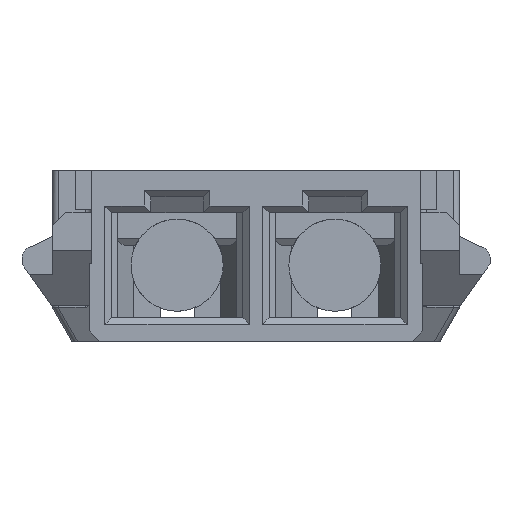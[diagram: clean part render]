
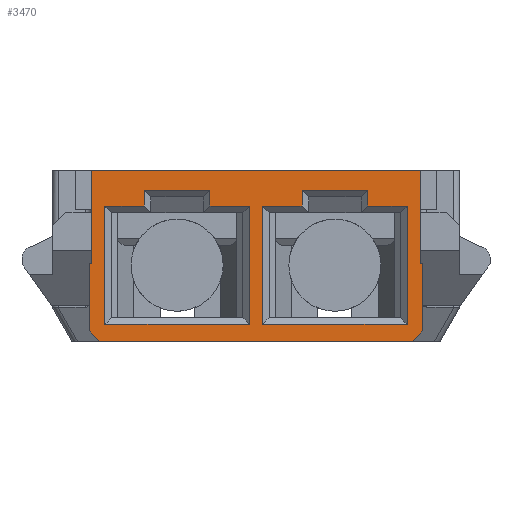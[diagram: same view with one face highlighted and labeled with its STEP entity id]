
A CAD part, front view. The second image highlights one B-rep face of the part: STEP entity #3470.
In plain terms, the highlighted planar face has unit normal (0, -1, 0).
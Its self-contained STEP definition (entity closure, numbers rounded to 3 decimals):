
#15=FACE_BOUND('',#1212,.T.);
#16=FACE_BOUND('',#1213,.T.);
#112=LINE('',#4942,#581);
#142=LINE('',#5002,#611);
#154=LINE('',#5029,#623);
#232=LINE('',#5211,#701);
#233=LINE('',#5214,#702);
#234=LINE('',#5216,#703);
#235=LINE('',#5217,#704);
#236=LINE('',#5219,#705);
#237=LINE('',#5221,#706);
#238=LINE('',#5222,#707);
#239=LINE('',#5225,#708);
#240=LINE('',#5227,#709);
#241=LINE('',#5229,#710);
#242=LINE('',#5231,#711);
#243=LINE('',#5233,#712);
#244=LINE('',#5235,#713);
#245=LINE('',#5237,#714);
#246=LINE('',#5238,#715);
#247=LINE('',#5241,#716);
#248=LINE('',#5243,#717);
#249=LINE('',#5245,#718);
#250=LINE('',#5247,#719);
#251=LINE('',#5249,#720);
#252=LINE('',#5251,#721);
#253=LINE('',#5253,#722);
#254=LINE('',#5254,#723);
#581=VECTOR('',#3992,0.71);
#611=VECTOR('',#4026,0.71);
#623=VECTOR('',#4048,2.38);
#701=VECTOR('',#4182,2.5);
#702=VECTOR('',#4185,0.113);
#703=VECTOR('',#4186,0.51);
#704=VECTOR('',#4187,0.02);
#705=VECTOR('',#4188,0.02);
#706=VECTOR('',#4189,0.51);
#707=VECTOR('',#4190,0.113);
#708=VECTOR('',#4191,0.3);
#709=VECTOR('',#4192,0.9);
#710=VECTOR('',#4193,1.1);
#711=VECTOR('',#4194,0.9);
#712=VECTOR('',#4195,0.3);
#713=VECTOR('',#4196,0.12);
#714=VECTOR('',#4197,0.5);
#715=VECTOR('',#4198,0.12);
#716=VECTOR('',#4199,0.3);
#717=VECTOR('',#4200,0.9);
#718=VECTOR('',#4201,1.1);
#719=VECTOR('',#4202,0.9);
#720=VECTOR('',#4203,0.3);
#721=VECTOR('',#4204,0.12);
#722=VECTOR('',#4205,0.5);
#723=VECTOR('',#4206,0.12);
#1030=FACE_OUTER_BOUND('',#1211,.T.);
#1211=EDGE_LOOP('',(#2535,#2536,#2537,#2538,#2539,#2540,#2541,#2542,#2543,
#2544));
#1212=EDGE_LOOP('',(#2545,#2546,#2547,#2548,#2549,#2550,#2551,#2552));
#1213=EDGE_LOOP('',(#2553,#2554,#2555,#2556,#2557,#2558,#2559,#2560));
#1447=VERTEX_POINT('',#4939);
#1448=VERTEX_POINT('',#4941);
#1475=VERTEX_POINT('',#4999);
#1476=VERTEX_POINT('',#5001);
#1485=VERTEX_POINT('',#5026);
#1486=VERTEX_POINT('',#5028);
#1563=VERTEX_POINT('',#5213);
#1564=VERTEX_POINT('',#5215);
#1565=VERTEX_POINT('',#5218);
#1566=VERTEX_POINT('',#5220);
#1567=VERTEX_POINT('',#5223);
#1568=VERTEX_POINT('',#5224);
#1569=VERTEX_POINT('',#5226);
#1570=VERTEX_POINT('',#5228);
#1571=VERTEX_POINT('',#5230);
#1572=VERTEX_POINT('',#5232);
#1573=VERTEX_POINT('',#5234);
#1574=VERTEX_POINT('',#5236);
#1575=VERTEX_POINT('',#5239);
#1576=VERTEX_POINT('',#5240);
#1577=VERTEX_POINT('',#5242);
#1578=VERTEX_POINT('',#5244);
#1579=VERTEX_POINT('',#5246);
#1580=VERTEX_POINT('',#5248);
#1581=VERTEX_POINT('',#5250);
#1582=VERTEX_POINT('',#5252);
#1797=EDGE_CURVE('',#1448,#1447,#112,.T.);
#1827=EDGE_CURVE('',#1476,#1475,#142,.T.);
#1841=EDGE_CURVE('',#1486,#1485,#154,.T.);
#1934=EDGE_CURVE('',#1448,#1475,#232,.T.);
#1935=EDGE_CURVE('',#1485,#1563,#233,.T.);
#1936=EDGE_CURVE('',#1563,#1564,#234,.T.);
#1937=EDGE_CURVE('',#1564,#1476,#235,.T.);
#1938=EDGE_CURVE('',#1447,#1565,#236,.T.);
#1939=EDGE_CURVE('',#1566,#1565,#237,.T.);
#1940=EDGE_CURVE('',#1566,#1486,#238,.T.);
#1941=EDGE_CURVE('',#1567,#1568,#239,.T.);
#1942=EDGE_CURVE('',#1569,#1567,#240,.T.);
#1943=EDGE_CURVE('',#1570,#1569,#241,.T.);
#1944=EDGE_CURVE('',#1571,#1570,#242,.T.);
#1945=EDGE_CURVE('',#1572,#1571,#243,.T.);
#1946=EDGE_CURVE('',#1573,#1572,#244,.T.);
#1947=EDGE_CURVE('',#1574,#1573,#245,.T.);
#1948=EDGE_CURVE('',#1568,#1574,#246,.T.);
#1949=EDGE_CURVE('',#1575,#1576,#247,.T.);
#1950=EDGE_CURVE('',#1577,#1575,#248,.T.);
#1951=EDGE_CURVE('',#1578,#1577,#249,.T.);
#1952=EDGE_CURVE('',#1579,#1578,#250,.T.);
#1953=EDGE_CURVE('',#1580,#1579,#251,.T.);
#1954=EDGE_CURVE('',#1581,#1580,#252,.T.);
#1955=EDGE_CURVE('',#1582,#1581,#253,.T.);
#1956=EDGE_CURVE('',#1576,#1582,#254,.T.);
#2535=ORIENTED_EDGE('',*,*,#1841,.T.);
#2536=ORIENTED_EDGE('',*,*,#1935,.T.);
#2537=ORIENTED_EDGE('',*,*,#1936,.T.);
#2538=ORIENTED_EDGE('',*,*,#1937,.T.);
#2539=ORIENTED_EDGE('',*,*,#1827,.T.);
#2540=ORIENTED_EDGE('',*,*,#1934,.F.);
#2541=ORIENTED_EDGE('',*,*,#1797,.T.);
#2542=ORIENTED_EDGE('',*,*,#1938,.T.);
#2543=ORIENTED_EDGE('',*,*,#1939,.F.);
#2544=ORIENTED_EDGE('',*,*,#1940,.T.);
#2545=ORIENTED_EDGE('',*,*,#1941,.F.);
#2546=ORIENTED_EDGE('',*,*,#1942,.F.);
#2547=ORIENTED_EDGE('',*,*,#1943,.F.);
#2548=ORIENTED_EDGE('',*,*,#1944,.F.);
#2549=ORIENTED_EDGE('',*,*,#1945,.F.);
#2550=ORIENTED_EDGE('',*,*,#1946,.F.);
#2551=ORIENTED_EDGE('',*,*,#1947,.F.);
#2552=ORIENTED_EDGE('',*,*,#1948,.F.);
#2553=ORIENTED_EDGE('',*,*,#1949,.F.);
#2554=ORIENTED_EDGE('',*,*,#1950,.F.);
#2555=ORIENTED_EDGE('',*,*,#1951,.F.);
#2556=ORIENTED_EDGE('',*,*,#1952,.F.);
#2557=ORIENTED_EDGE('',*,*,#1953,.F.);
#2558=ORIENTED_EDGE('',*,*,#1954,.F.);
#2559=ORIENTED_EDGE('',*,*,#1955,.F.);
#2560=ORIENTED_EDGE('',*,*,#1956,.F.);
#3305=PLANE('',#3699);
#3470=ADVANCED_FACE('',(#1030,#15,#16),#3305,.T.);
#3699=AXIS2_PLACEMENT_3D('',#5212,#4183,#4184);
#3992=DIRECTION('',(0.,0.,-1.));
#4026=DIRECTION('',(0.,0.,1.));
#4048=DIRECTION('',(1.,0.,0.));
#4182=DIRECTION('',(1.,0.,0.));
#4183=DIRECTION('center_axis',(0.,-1.,0.));
#4184=DIRECTION('ref_axis',(0.,0.,1.));
#4185=DIRECTION('',(0.707,0.,0.707));
#4186=DIRECTION('',(0.,0.,1.));
#4187=DIRECTION('',(-1.,0.,0.));
#4188=DIRECTION('',(-1.,0.,0.));
#4189=DIRECTION('',(0.,0.,1.));
#4190=DIRECTION('',(0.707,0.,-0.707));
#4191=DIRECTION('',(-1.,0.,0.));
#4192=DIRECTION('',(0.,0.,1.));
#4193=DIRECTION('',(1.,0.,0.));
#4194=DIRECTION('',(0.,0.,-1.));
#4195=DIRECTION('',(-1.,0.,0.));
#4196=DIRECTION('',(0.,0.,-1.));
#4197=DIRECTION('',(-1.,0.,0.));
#4198=DIRECTION('',(0.,0.,1.));
#4199=DIRECTION('',(-1.,0.,0.));
#4200=DIRECTION('',(0.,0.,1.));
#4201=DIRECTION('',(1.,0.,0.));
#4202=DIRECTION('',(0.,0.,-1.));
#4203=DIRECTION('',(-1.,0.,0.));
#4204=DIRECTION('',(0.,0.,-1.));
#4205=DIRECTION('',(-1.,0.,0.));
#4206=DIRECTION('',(0.,0.,1.));
#4939=CARTESIAN_POINT('',(-1.25,-1.735,-0.06));
#4941=CARTESIAN_POINT('',(-1.25,-1.735,0.65));
#4942=CARTESIAN_POINT('',(-1.25,-1.735,0.65));
#4999=CARTESIAN_POINT('',(1.25,-1.735,0.65));
#5001=CARTESIAN_POINT('',(1.25,-1.735,-0.06));
#5002=CARTESIAN_POINT('',(1.25,-1.735,-0.06));
#5026=CARTESIAN_POINT('',(1.19,-1.735,-0.65));
#5028=CARTESIAN_POINT('',(-1.19,-1.735,-0.65));
#5029=CARTESIAN_POINT('',(-1.19,-1.735,-0.65));
#5211=CARTESIAN_POINT('',(-1.25,-1.735,0.65));
#5212=CARTESIAN_POINT('Origin',(1.27,-1.735,0.65));
#5213=CARTESIAN_POINT('',(1.27,-1.735,-0.57));
#5214=CARTESIAN_POINT('',(1.19,-1.735,-0.65));
#5215=CARTESIAN_POINT('',(1.27,-1.735,-0.06));
#5216=CARTESIAN_POINT('',(1.27,-1.735,-0.57));
#5217=CARTESIAN_POINT('',(1.27,-1.735,-0.06));
#5218=CARTESIAN_POINT('',(-1.27,-1.735,-0.06));
#5219=CARTESIAN_POINT('',(-1.25,-1.735,-0.06));
#5220=CARTESIAN_POINT('',(-1.27,-1.735,-0.57));
#5221=CARTESIAN_POINT('',(-1.27,-1.735,-0.57));
#5222=CARTESIAN_POINT('',(-1.27,-1.735,-0.57));
#5223=CARTESIAN_POINT('',(1.15,-1.735,0.38));
#5224=CARTESIAN_POINT('',(0.85,-1.735,0.38));
#5225=CARTESIAN_POINT('',(1.15,-1.735,0.38));
#5226=CARTESIAN_POINT('',(1.15,-1.735,-0.52));
#5227=CARTESIAN_POINT('',(1.15,-1.735,-0.52));
#5228=CARTESIAN_POINT('',(0.05,-1.735,-0.52));
#5229=CARTESIAN_POINT('',(0.05,-1.735,-0.52));
#5230=CARTESIAN_POINT('',(0.05,-1.735,0.38));
#5231=CARTESIAN_POINT('',(0.05,-1.735,0.38));
#5232=CARTESIAN_POINT('',(0.35,-1.735,0.38));
#5233=CARTESIAN_POINT('',(0.35,-1.735,0.38));
#5234=CARTESIAN_POINT('',(0.35,-1.735,0.5));
#5235=CARTESIAN_POINT('',(0.35,-1.735,0.5));
#5236=CARTESIAN_POINT('',(0.85,-1.735,0.5));
#5237=CARTESIAN_POINT('',(0.85,-1.735,0.5));
#5238=CARTESIAN_POINT('',(0.85,-1.735,0.38));
#5239=CARTESIAN_POINT('',(-0.05,-1.735,0.38));
#5240=CARTESIAN_POINT('',(-0.35,-1.735,0.38));
#5241=CARTESIAN_POINT('',(-0.05,-1.735,0.38));
#5242=CARTESIAN_POINT('',(-0.05,-1.735,-0.52));
#5243=CARTESIAN_POINT('',(-0.05,-1.735,-0.52));
#5244=CARTESIAN_POINT('',(-1.15,-1.735,-0.52));
#5245=CARTESIAN_POINT('',(-1.15,-1.735,-0.52));
#5246=CARTESIAN_POINT('',(-1.15,-1.735,0.38));
#5247=CARTESIAN_POINT('',(-1.15,-1.735,0.38));
#5248=CARTESIAN_POINT('',(-0.85,-1.735,0.38));
#5249=CARTESIAN_POINT('',(-0.85,-1.735,0.38));
#5250=CARTESIAN_POINT('',(-0.85,-1.735,0.5));
#5251=CARTESIAN_POINT('',(-0.85,-1.735,0.5));
#5252=CARTESIAN_POINT('',(-0.35,-1.735,0.5));
#5253=CARTESIAN_POINT('',(-0.35,-1.735,0.5));
#5254=CARTESIAN_POINT('',(-0.35,-1.735,0.38));
